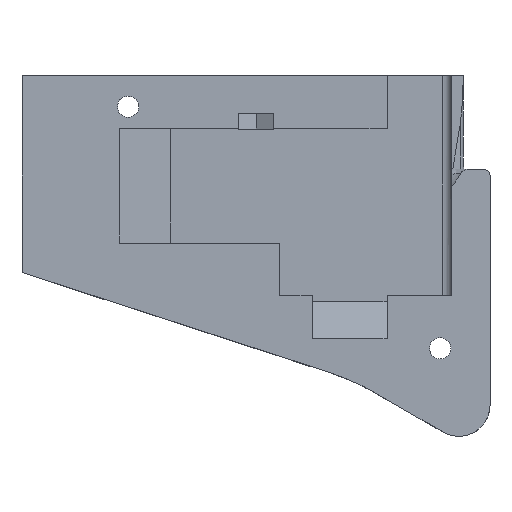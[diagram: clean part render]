
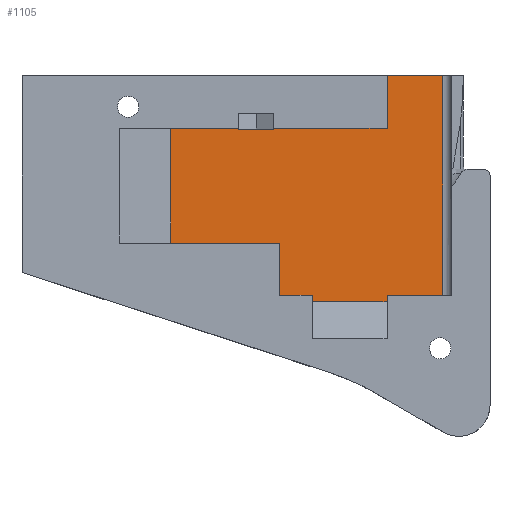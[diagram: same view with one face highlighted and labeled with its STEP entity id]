
A CAD part, top view. The second image highlights one B-rep face of the part: STEP entity #1105.
In plain terms, the highlighted planar face has unit normal (0, 0, 1).
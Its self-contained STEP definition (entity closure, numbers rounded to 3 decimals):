
#11 = EDGE_CURVE ( 'NONE', #498, #1527, #1617, .T. ) ;
#46 = DIRECTION ( 'NONE',  ( 1., 0., 0. ) ) ;
#56 = LINE ( 'NONE', #1031, #76 ) ;
#76 = VECTOR ( 'NONE', #46, 1000. ) ;
#114 = CARTESIAN_POINT ( 'NONE',  ( -13.7, 56.862, -16.2 ) ) ;
#115 = LINE ( 'NONE', #490, #1081 ) ;
#143 = VERTEX_POINT ( 'NONE', #1136 ) ;
#173 = ORIENTED_EDGE ( 'NONE', *, *, #1287, .T. ) ;
#191 = DIRECTION ( 'NONE',  ( 1., 0., 0. ) ) ;
#201 = VECTOR ( 'NONE', #1704, 1000. ) ;
#212 = VERTEX_POINT ( 'NONE', #2316 ) ;
#219 = EDGE_CURVE ( 'NONE', #143, #1736, #1178, .T. ) ;
#233 = PLANE ( 'NONE',  #452 ) ;
#248 = DIRECTION ( 'NONE',  ( 1., 0., 0. ) ) ;
#264 = VERTEX_POINT ( 'NONE', #2340 ) ;
#265 = DIRECTION ( 'NONE',  ( 0., -1., 0. ) ) ;
#273 = VERTEX_POINT ( 'NONE', #2358 ) ;
#310 = LINE ( 'NONE', #732, #201 ) ;
#353 = DIRECTION ( 'NONE',  ( 1., 0., 0. ) ) ;
#375 = ORIENTED_EDGE ( 'NONE', *, *, #219, .F. ) ;
#392 = CARTESIAN_POINT ( 'NONE',  ( 21., 48.5, -16.2 ) ) ;
#425 = CARTESIAN_POINT ( 'NONE',  ( -13.7, 56.862, -16.2 ) ) ;
#442 = VERTEX_POINT ( 'NONE', #715 ) ;
#452 = AXIS2_PLACEMENT_3D ( 'NONE', #1813, #2371, #248 ) ;
#453 = VECTOR ( 'NONE', #880, 1000. ) ;
#459 = CARTESIAN_POINT ( 'NONE',  ( 21., 83.9, -16.2 ) ) ;
#487 = VECTOR ( 'NONE', #1364, 1000. ) ;
#490 = CARTESIAN_POINT ( 'NONE',  ( 21., 75.262, -16.2 ) ) ;
#498 = VERTEX_POINT ( 'NONE', #1465 ) ;
#534 = ORIENTED_EDGE ( 'NONE', *, *, #1430, .F. ) ;
#562 = EDGE_CURVE ( 'NONE', #1008, #1919, #2317, .T. ) ;
#576 = LINE ( 'NONE', #1336, #1014 ) ;
#588 = CARTESIAN_POINT ( 'NONE',  ( 21., 48.5, -16.2 ) ) ;
#629 = CARTESIAN_POINT ( 'NONE',  ( 3.8, 56.862, -16.2 ) ) ;
#643 = ORIENTED_EDGE ( 'NONE', *, *, #562, .F. ) ;
#659 = LINE ( 'NONE', #1065, #1495 ) ;
#663 = LINE ( 'NONE', #114, #453 ) ;
#664 = CARTESIAN_POINT ( 'NONE',  ( 9., 48.5, -16.2 ) ) ;
#679 = DIRECTION ( 'NONE',  ( 0., 1., 0. ) ) ;
#715 = CARTESIAN_POINT ( 'NONE',  ( 29.9, 83.7, -16.2 ) ) ;
#719 = ORIENTED_EDGE ( 'NONE', *, *, #11, .T. ) ;
#732 = CARTESIAN_POINT ( 'NONE',  ( 21., 75.262, -16.2 ) ) ;
#742 = VERTEX_POINT ( 'NONE', #836 ) ;
#766 = EDGE_LOOP ( 'NONE', ( #2116, #1486, #534, #643, #952, #1595, #1077, #719, #2004, #2319, #375, #173, #1631, #1439, #1335, #941 ) ) ;
#786 = LINE ( 'NONE', #2152, #1583 ) ;
#831 = LINE ( 'NONE', #1011, #966 ) ;
#836 = CARTESIAN_POINT ( 'NONE',  ( 3.8, 56.862, -16.2 ) ) ;
#847 = CARTESIAN_POINT ( 'NONE',  ( 2.85, 75.262, -16.2 ) ) ;
#866 = EDGE_CURVE ( 'NONE', #742, #1277, #1003, .T. ) ;
#868 = CARTESIAN_POINT ( 'NONE',  ( 3.8, 48.5, -16.2 ) ) ;
#871 = EDGE_CURVE ( 'NONE', #1277, #1152, #56, .T. ) ;
#880 = DIRECTION ( 'NONE',  ( 1., 0., 0. ) ) ;
#891 = DIRECTION ( 'NONE',  ( 0., 1., 0. ) ) ;
#918 = VECTOR ( 'NONE', #1791, 1000. ) ;
#939 = LINE ( 'NONE', #1333, #2069 ) ;
#941 = ORIENTED_EDGE ( 'NONE', *, *, #866, .T. ) ;
#952 = ORIENTED_EDGE ( 'NONE', *, *, #1001, .T. ) ;
#966 = VECTOR ( 'NONE', #1987, 1000. ) ;
#980 = EDGE_CURVE ( 'NONE', #1268, #1736, #1120, .T. ) ;
#1001 = EDGE_CURVE ( 'NONE', #1008, #212, #786, .T. ) ;
#1003 = LINE ( 'NONE', #629, #918 ) ;
#1008 = VERTEX_POINT ( 'NONE', #392 ) ;
#1011 = CARTESIAN_POINT ( 'NONE',  ( 0., 83.7, -16.2 ) ) ;
#1014 = VECTOR ( 'NONE', #1938, 1000. ) ;
#1031 = CARTESIAN_POINT ( 'NONE',  ( 3.8, 48.5, -16.2 ) ) ;
#1065 = CARTESIAN_POINT ( 'NONE',  ( 9., 47.5, -16.2 ) ) ;
#1074 = CARTESIAN_POINT ( 'NONE',  ( 21., 47.5, -16.2 ) ) ;
#1077 = ORIENTED_EDGE ( 'NONE', *, *, #2341, .F. ) ;
#1081 = VECTOR ( 'NONE', #2159, 1000. ) ;
#1105 = ADVANCED_FACE ( 'NONE', ( #2201 ), #233, .T. ) ;
#1120 = LINE ( 'NONE', #1147, #487 ) ;
#1129 = CARTESIAN_POINT ( 'NONE',  ( 9., 48.5, -16.2 ) ) ;
#1136 = CARTESIAN_POINT ( 'NONE',  ( -2.85, 75., -16.2 ) ) ;
#1147 = CARTESIAN_POINT ( 'NONE',  ( 2.85, 75., -16.2 ) ) ;
#1150 = CARTESIAN_POINT ( 'NONE',  ( 21., 75.262, -16.2 ) ) ;
#1152 = VERTEX_POINT ( 'NONE', #664 ) ;
#1178 = LINE ( 'NONE', #1352, #1317 ) ;
#1260 = VERTEX_POINT ( 'NONE', #425 ) ;
#1268 = VERTEX_POINT ( 'NONE', #847 ) ;
#1277 = VERTEX_POINT ( 'NONE', #868 ) ;
#1287 = EDGE_CURVE ( 'NONE', #143, #1815, #939, .T. ) ;
#1317 = VECTOR ( 'NONE', #191, 1000. ) ;
#1333 = CARTESIAN_POINT ( 'NONE',  ( -2.85, 75., -16.2 ) ) ;
#1335 = ORIENTED_EDGE ( 'NONE', *, *, #1889, .T. ) ;
#1336 = CARTESIAN_POINT ( 'NONE',  ( -13.7, 75.262, -16.2 ) ) ;
#1352 = CARTESIAN_POINT ( 'NONE',  ( 0., 75., -16.2 ) ) ;
#1364 = DIRECTION ( 'NONE',  ( 0., -1., 0. ) ) ;
#1378 = EDGE_CURVE ( 'NONE', #212, #442, #1739, .T. ) ;
#1392 = EDGE_CURVE ( 'NONE', #1815, #273, #115, .T. ) ;
#1420 = CARTESIAN_POINT ( 'NONE',  ( -2.85, 75.262, -16.2 ) ) ;
#1430 = EDGE_CURVE ( 'NONE', #1919, #264, #659, .T. ) ;
#1439 = ORIENTED_EDGE ( 'NONE', *, *, #2209, .T. ) ;
#1465 = CARTESIAN_POINT ( 'NONE',  ( 21., 83.7, -16.2 ) ) ;
#1486 = ORIENTED_EDGE ( 'NONE', *, *, #1665, .F. ) ;
#1495 = VECTOR ( 'NONE', #1664, 1000. ) ;
#1526 = DIRECTION ( 'NONE',  ( 0., -1., 0. ) ) ;
#1527 = VERTEX_POINT ( 'NONE', #1150 ) ;
#1583 = VECTOR ( 'NONE', #353, 1000. ) ;
#1595 = ORIENTED_EDGE ( 'NONE', *, *, #1378, .T. ) ;
#1617 = LINE ( 'NONE', #459, #2389 ) ;
#1631 = ORIENTED_EDGE ( 'NONE', *, *, #1392, .T. ) ;
#1656 = DIRECTION ( 'NONE',  ( 0., 1., 0. ) ) ;
#1664 = DIRECTION ( 'NONE',  ( -1., 0., 0. ) ) ;
#1665 = EDGE_CURVE ( 'NONE', #264, #1152, #2259, .T. ) ;
#1683 = CARTESIAN_POINT ( 'NONE',  ( 2.85, 75., -16.2 ) ) ;
#1704 = DIRECTION ( 'NONE',  ( -1., 0., 0. ) ) ;
#1711 = EDGE_CURVE ( 'NONE', #1527, #1268, #310, .T. ) ;
#1736 = VERTEX_POINT ( 'NONE', #1683 ) ;
#1739 = LINE ( 'NONE', #2050, #2311 ) ;
#1791 = DIRECTION ( 'NONE',  ( 0., -1., 0. ) ) ;
#1813 = CARTESIAN_POINT ( 'NONE',  ( 0., 0., -16.2 ) ) ;
#1815 = VERTEX_POINT ( 'NONE', #1420 ) ;
#1889 = EDGE_CURVE ( 'NONE', #1260, #742, #663, .T. ) ;
#1919 = VERTEX_POINT ( 'NONE', #1074 ) ;
#1938 = DIRECTION ( 'NONE',  ( 0., -1., 0. ) ) ;
#1987 = DIRECTION ( 'NONE',  ( 1., 0., 0. ) ) ;
#2004 = ORIENTED_EDGE ( 'NONE', *, *, #1711, .T. ) ;
#2050 = CARTESIAN_POINT ( 'NONE',  ( 29.9, 0., -16.2 ) ) ;
#2069 = VECTOR ( 'NONE', #1656, 1000. ) ;
#2116 = ORIENTED_EDGE ( 'NONE', *, *, #871, .T. ) ;
#2152 = CARTESIAN_POINT ( 'NONE',  ( 3.8, 48.5, -16.2 ) ) ;
#2159 = DIRECTION ( 'NONE',  ( -1., 0., 0. ) ) ;
#2201 = FACE_OUTER_BOUND ( 'NONE', #766, .T. ) ;
#2209 = EDGE_CURVE ( 'NONE', #273, #1260, #576, .T. ) ;
#2259 = LINE ( 'NONE', #1129, #2355 ) ;
#2263 = VECTOR ( 'NONE', #1526, 1000. ) ;
#2311 = VECTOR ( 'NONE', #679, 1000. ) ;
#2316 = CARTESIAN_POINT ( 'NONE',  ( 29.9, 48.5, -16.2 ) ) ;
#2317 = LINE ( 'NONE', #588, #2263 ) ;
#2319 = ORIENTED_EDGE ( 'NONE', *, *, #980, .T. ) ;
#2340 = CARTESIAN_POINT ( 'NONE',  ( 9., 47.5, -16.2 ) ) ;
#2341 = EDGE_CURVE ( 'NONE', #498, #442, #831, .T. ) ;
#2355 = VECTOR ( 'NONE', #891, 1000. ) ;
#2358 = CARTESIAN_POINT ( 'NONE',  ( -13.7, 75.262, -16.2 ) ) ;
#2371 = DIRECTION ( 'NONE',  ( 0., 0., 1. ) ) ;
#2389 = VECTOR ( 'NONE', #265, 1000. ) ;
